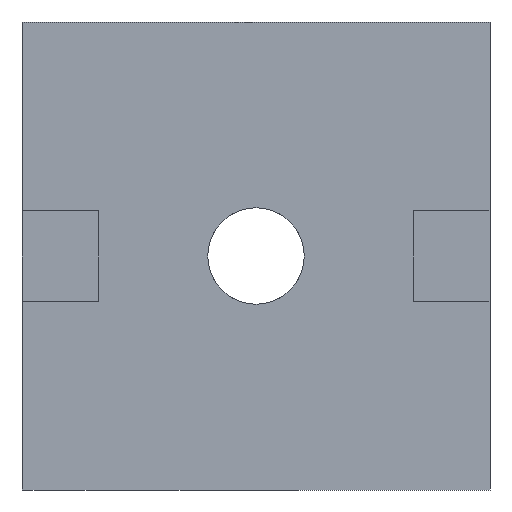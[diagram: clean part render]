
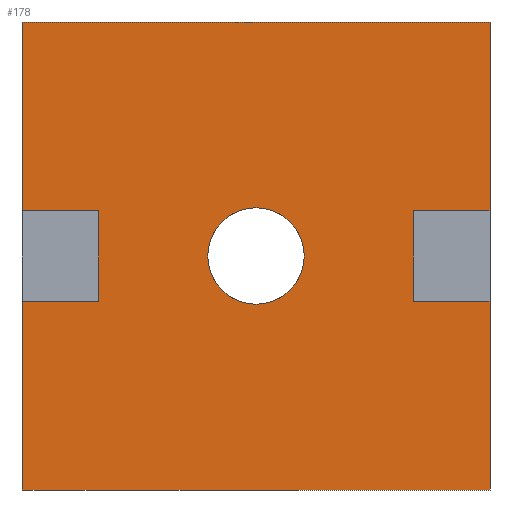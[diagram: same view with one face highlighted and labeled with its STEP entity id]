
A CAD part, front view. The second image highlights one B-rep face of the part: STEP entity #178.
In plain terms, the highlighted planar face has unit normal (0, -1, 0).
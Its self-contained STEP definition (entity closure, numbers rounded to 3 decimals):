
#4 = ORIENTED_EDGE ( 'NONE', *, *, #228, .F. ) ;
#7 = EDGE_CURVE ( 'NONE', #529, #17, #426, .T. ) ;
#17 = VERTEX_POINT ( 'NONE', #603 ) ;
#35 = DIRECTION ( 'NONE',  ( -1., 0., 0. ) ) ;
#71 = LINE ( 'NONE', #805, #305 ) ;
#98 = AXIS2_PLACEMENT_3D ( 'NONE', #797, #381, #561 ) ;
#112 = VECTOR ( 'NONE', #781, 1000. ) ;
#116 = VERTEX_POINT ( 'NONE', #892 ) ;
#151 = ORIENTED_EDGE ( 'NONE', *, *, #906, .F. ) ;
#161 = DIRECTION ( 'NONE',  ( 0., -1., 0. ) ) ;
#167 = EDGE_CURVE ( 'NONE', #613, #436, #1052, .T. ) ;
#168 = VERTEX_POINT ( 'NONE', #306 ) ;
#171 = CARTESIAN_POINT ( 'NONE',  ( 0., -10., 20. ) ) ;
#176 = CARTESIAN_POINT ( 'NONE',  ( -20., -10., 40. ) ) ;
#178 = ADVANCED_FACE ( 'NONE', ( #211, #644 ), #806, .F. ) ;
#182 = VERTEX_POINT ( 'NONE', #393 ) ;
#183 = CARTESIAN_POINT ( 'NONE',  ( -20., -10., 40. ) ) ;
#189 = VERTEX_POINT ( 'NONE', #1061 ) ;
#195 = ORIENTED_EDGE ( 'NONE', *, *, #7, .F. ) ;
#197 = DIRECTION ( 'NONE',  ( 0., 0., -1. ) ) ;
#204 = CARTESIAN_POINT ( 'NONE',  ( 20., -10., 23.875 ) ) ;
#211 = FACE_BOUND ( 'NONE', #286, .T. ) ;
#217 = DIRECTION ( 'NONE',  ( 0., 0., 1. ) ) ;
#228 = EDGE_CURVE ( 'NONE', #189, #748, #71, .T. ) ;
#238 = CARTESIAN_POINT ( 'NONE',  ( -20., -10., 0. ) ) ;
#240 = EDGE_CURVE ( 'NONE', #385, #469, #550, .T. ) ;
#251 = VECTOR ( 'NONE', #35, 1000. ) ;
#268 = CIRCLE ( 'NONE', #734, 4.125 ) ;
#286 = EDGE_LOOP ( 'NONE', ( #791, #549 ) ) ;
#305 = VECTOR ( 'NONE', #968, 1000. ) ;
#306 = CARTESIAN_POINT ( 'NONE',  ( -20., -10., 0. ) ) ;
#325 = LINE ( 'NONE', #238, #874 ) ;
#335 = CARTESIAN_POINT ( 'NONE',  ( 20., -10., 16.125 ) ) ;
#341 = LINE ( 'NONE', #335, #464 ) ;
#342 = VECTOR ( 'NONE', #1034, 1000. ) ;
#345 = EDGE_CURVE ( 'NONE', #182, #189, #341, .T. ) ;
#351 = CARTESIAN_POINT ( 'NONE',  ( 20., -10., 40. ) ) ;
#355 = LINE ( 'NONE', #1024, #737 ) ;
#358 = CARTESIAN_POINT ( 'NONE',  ( -20., -10., 23.875 ) ) ;
#377 = DIRECTION ( 'NONE',  ( 1., 0., 0. ) ) ;
#381 = DIRECTION ( 'NONE',  ( 0., 1., 0. ) ) ;
#385 = VERTEX_POINT ( 'NONE', #183 ) ;
#393 = CARTESIAN_POINT ( 'NONE',  ( 13.5, -10., 16.125 ) ) ;
#403 = ORIENTED_EDGE ( 'NONE', *, *, #445, .F. ) ;
#409 = EDGE_CURVE ( 'NONE', #518, #182, #1020, .T. ) ;
#424 = EDGE_CURVE ( 'NONE', #440, #168, #957, .T. ) ;
#426 = LINE ( 'NONE', #351, #112 ) ;
#436 = VERTEX_POINT ( 'NONE', #526 ) ;
#440 = VERTEX_POINT ( 'NONE', #624 ) ;
#445 = EDGE_CURVE ( 'NONE', #436, #469, #788, .T. ) ;
#449 = LINE ( 'NONE', #628, #641 ) ;
#463 = AXIS2_PLACEMENT_3D ( 'NONE', #991, #488, #827 ) ;
#464 = VECTOR ( 'NONE', #773, 1000. ) ;
#469 = VERTEX_POINT ( 'NONE', #704 ) ;
#473 = EDGE_CURVE ( 'NONE', #440, #613, #355, .T. ) ;
#479 = DIRECTION ( 'NONE',  ( 0., 0., -1. ) ) ;
#483 = VECTOR ( 'NONE', #197, 1000. ) ;
#488 = DIRECTION ( 'NONE',  ( 0., -1., 0. ) ) ;
#493 = EDGE_LOOP ( 'NONE', ( #810, #195, #151, #513, #403, #696, #525, #605, #882, #4, #720, #967 ) ) ;
#496 = EDGE_CURVE ( 'NONE', #17, #518, #872, .T. ) ;
#513 = ORIENTED_EDGE ( 'NONE', *, *, #240, .T. ) ;
#518 = VERTEX_POINT ( 'NONE', #802 ) ;
#525 = ORIENTED_EDGE ( 'NONE', *, *, #473, .F. ) ;
#526 = CARTESIAN_POINT ( 'NONE',  ( -13.5, -10., 23.875 ) ) ;
#529 = VERTEX_POINT ( 'NONE', #1044 ) ;
#539 = VERTEX_POINT ( 'NONE', #649 ) ;
#546 = CARTESIAN_POINT ( 'NONE',  ( -13.5, -10., 23.875 ) ) ;
#549 = ORIENTED_EDGE ( 'NONE', *, *, #675, .F. ) ;
#550 = LINE ( 'NONE', #898, #662 ) ;
#561 = DIRECTION ( 'NONE',  ( 0., 0., 1. ) ) ;
#581 = DIRECTION ( 'NONE',  ( 1., 0., 0. ) ) ;
#603 = CARTESIAN_POINT ( 'NONE',  ( 20., -10., 23.875 ) ) ;
#605 = ORIENTED_EDGE ( 'NONE', *, *, #424, .T. ) ;
#608 = EDGE_CURVE ( 'NONE', #116, #539, #268, .T. ) ;
#610 = DIRECTION ( 'NONE',  ( 1., 0., 0. ) ) ;
#613 = VERTEX_POINT ( 'NONE', #759 ) ;
#622 = CIRCLE ( 'NONE', #463, 4.125 ) ;
#624 = CARTESIAN_POINT ( 'NONE',  ( -20., -10., 16.125 ) ) ;
#628 = CARTESIAN_POINT ( 'NONE',  ( -20., -10., 40. ) ) ;
#641 = VECTOR ( 'NONE', #377, 1000. ) ;
#644 = FACE_OUTER_BOUND ( 'NONE', #493, .T. ) ;
#649 = CARTESIAN_POINT ( 'NONE',  ( 0., -10., 24.125 ) ) ;
#662 = VECTOR ( 'NONE', #479, 1000. ) ;
#675 = EDGE_CURVE ( 'NONE', #539, #116, #622, .T. ) ;
#682 = EDGE_CURVE ( 'NONE', #168, #748, #325, .T. ) ;
#685 = VECTOR ( 'NONE', #866, 1000. ) ;
#696 = ORIENTED_EDGE ( 'NONE', *, *, #167, .F. ) ;
#704 = CARTESIAN_POINT ( 'NONE',  ( -20., -10., 23.875 ) ) ;
#720 = ORIENTED_EDGE ( 'NONE', *, *, #345, .F. ) ;
#734 = AXIS2_PLACEMENT_3D ( 'NONE', #171, #161, #1068 ) ;
#737 = VECTOR ( 'NONE', #610, 1000. ) ;
#748 = VERTEX_POINT ( 'NONE', #831 ) ;
#759 = CARTESIAN_POINT ( 'NONE',  ( -13.5, -10., 16.125 ) ) ;
#773 = DIRECTION ( 'NONE',  ( 1., 0., 0. ) ) ;
#781 = DIRECTION ( 'NONE',  ( 0., 0., -1. ) ) ;
#788 = LINE ( 'NONE', #358, #685 ) ;
#791 = ORIENTED_EDGE ( 'NONE', *, *, #608, .F. ) ;
#797 = CARTESIAN_POINT ( 'NONE',  ( -20., -10., 40. ) ) ;
#802 = CARTESIAN_POINT ( 'NONE',  ( 13.5, -10., 23.875 ) ) ;
#805 = CARTESIAN_POINT ( 'NONE',  ( 20., -10., 40. ) ) ;
#806 = PLANE ( 'NONE',  #98 ) ;
#810 = ORIENTED_EDGE ( 'NONE', *, *, #496, .F. ) ;
#827 = DIRECTION ( 'NONE',  ( 0., 0., -1. ) ) ;
#831 = CARTESIAN_POINT ( 'NONE',  ( 20., -10., 0. ) ) ;
#839 = VECTOR ( 'NONE', #217, 1000. ) ;
#866 = DIRECTION ( 'NONE',  ( -1., 0., 0. ) ) ;
#872 = LINE ( 'NONE', #204, #251 ) ;
#874 = VECTOR ( 'NONE', #581, 1000. ) ;
#882 = ORIENTED_EDGE ( 'NONE', *, *, #682, .T. ) ;
#892 = CARTESIAN_POINT ( 'NONE',  ( 0., -10., 15.875 ) ) ;
#898 = CARTESIAN_POINT ( 'NONE',  ( -20., -10., 40. ) ) ;
#906 = EDGE_CURVE ( 'NONE', #385, #529, #449, .T. ) ;
#950 = CARTESIAN_POINT ( 'NONE',  ( 13.5, -10., 23.875 ) ) ;
#957 = LINE ( 'NONE', #176, #342 ) ;
#967 = ORIENTED_EDGE ( 'NONE', *, *, #409, .F. ) ;
#968 = DIRECTION ( 'NONE',  ( 0., 0., -1. ) ) ;
#991 = CARTESIAN_POINT ( 'NONE',  ( 0., -10., 20. ) ) ;
#1020 = LINE ( 'NONE', #950, #483 ) ;
#1024 = CARTESIAN_POINT ( 'NONE',  ( -20., -10., 16.125 ) ) ;
#1034 = DIRECTION ( 'NONE',  ( 0., 0., -1. ) ) ;
#1044 = CARTESIAN_POINT ( 'NONE',  ( 20., -10., 40. ) ) ;
#1052 = LINE ( 'NONE', #546, #839 ) ;
#1061 = CARTESIAN_POINT ( 'NONE',  ( 20., -10., 16.125 ) ) ;
#1068 = DIRECTION ( 'NONE',  ( 0., 0., -1. ) ) ;
